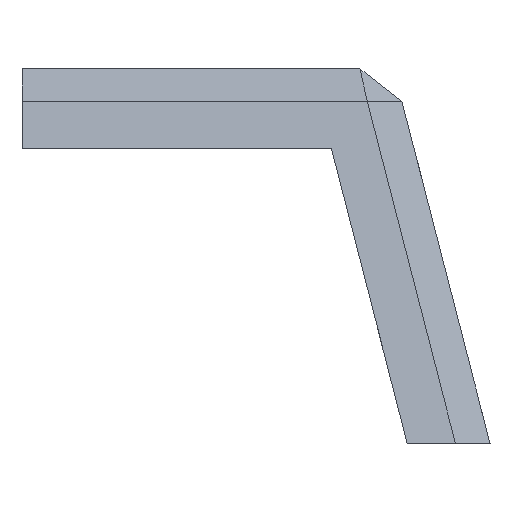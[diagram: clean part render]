
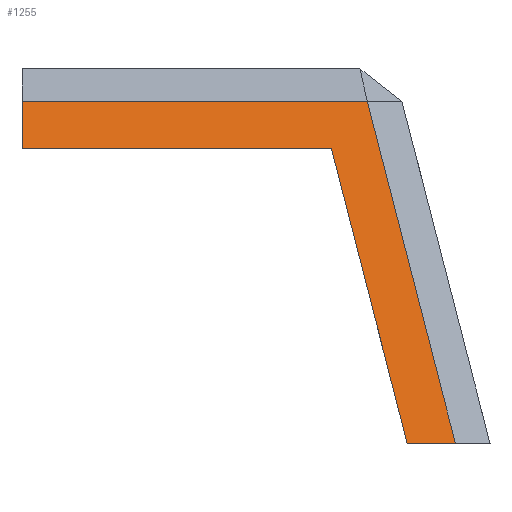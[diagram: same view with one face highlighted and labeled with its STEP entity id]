
A CAD part, top view. The second image highlights one B-rep face of the part: STEP entity #1255.
In plain terms, the highlighted planar face has unit normal (0, 0.249, 0.968).
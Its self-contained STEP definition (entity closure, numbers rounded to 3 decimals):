
#57=LINE('',#1806,#231);
#106=LINE('',#1905,#280);
#107=LINE('',#1906,#281);
#108=LINE('',#1908,#282);
#109=LINE('',#1910,#283);
#110=LINE('',#1911,#284);
#231=VECTOR('',#1462,10.);
#280=VECTOR('',#1531,1000.);
#281=VECTOR('',#1532,1000.);
#282=VECTOR('',#1533,1000.);
#283=VECTOR('',#1534,1000.);
#284=VECTOR('',#1535,1000.);
#388=FACE_OUTER_BOUND('',#457,.T.);
#457=EDGE_LOOP('',(#929,#930,#931,#932,#933,#934));
#549=VERTEX_POINT('',#1803);
#550=VERTEX_POINT('',#1805);
#589=VERTEX_POINT('',#1903);
#590=VERTEX_POINT('',#1904);
#591=VERTEX_POINT('',#1907);
#592=VERTEX_POINT('',#1909);
#673=EDGE_CURVE('',#550,#549,#57,.F.);
#722=EDGE_CURVE('',#589,#590,#106,.T.);
#723=EDGE_CURVE('',#550,#589,#107,.T.);
#724=EDGE_CURVE('',#549,#591,#108,.T.);
#725=EDGE_CURVE('',#591,#592,#109,.T.);
#726=EDGE_CURVE('',#590,#592,#110,.T.);
#929=ORIENTED_EDGE('',*,*,#722,.F.);
#930=ORIENTED_EDGE('',*,*,#723,.F.);
#931=ORIENTED_EDGE('',*,*,#673,.T.);
#932=ORIENTED_EDGE('',*,*,#724,.T.);
#933=ORIENTED_EDGE('',*,*,#725,.T.);
#934=ORIENTED_EDGE('',*,*,#726,.F.);
#1187=PLANE('',#1343);
#1255=ADVANCED_FACE('',(#388),#1187,.F.);
#1343=AXIS2_PLACEMENT_3D('',#1902,#1529,#1530);
#1462=DIRECTION('',(-1.,0.,0.));
#1529=DIRECTION('center_axis',(0.,-0.25,-0.968));
#1530=DIRECTION('ref_axis',(0.,-0.968,0.25));
#1531=DIRECTION('',(-1.,0.,0.));
#1532=DIRECTION('',(-0.242,0.94,-0.242));
#1533=DIRECTION('',(-0.242,0.94,-0.242));
#1534=DIRECTION('',(-1.,0.,0.));
#1535=DIRECTION('',(0.,0.968,-0.25));
#1803=CARTESIAN_POINT('',(207.949,611.348,-14.621));
#1805=CARTESIAN_POINT('',(193.603,611.348,-14.621));
#1806=CARTESIAN_POINT('',(-3.104,611.348,-14.621));
#1902=CARTESIAN_POINT('Origin',(-39.492,535.402,4.949));
#1903=CARTESIAN_POINT('',(171.006,699.035,-37.218));
#1904=CARTESIAN_POINT('',(78.854,699.035,-37.218));
#1905=CARTESIAN_POINT('',(-38.494,699.035,-37.218));
#1906=CARTESIAN_POINT('',(189.971,625.439,-18.253));
#1907=CARTESIAN_POINT('',(181.696,713.225,-40.874));
#1908=CARTESIAN_POINT('',(211.868,596.142,-10.703));
#1909=CARTESIAN_POINT('',(78.854,713.225,-40.874));
#1910=CARTESIAN_POINT('',(-39.492,713.225,-40.874));
#1911=CARTESIAN_POINT('',(78.854,535.402,4.949));
